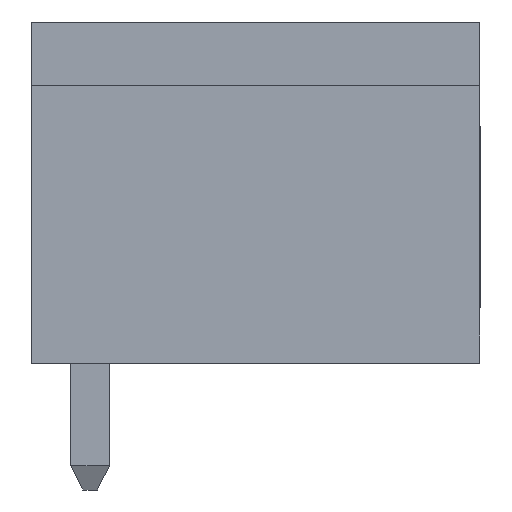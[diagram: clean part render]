
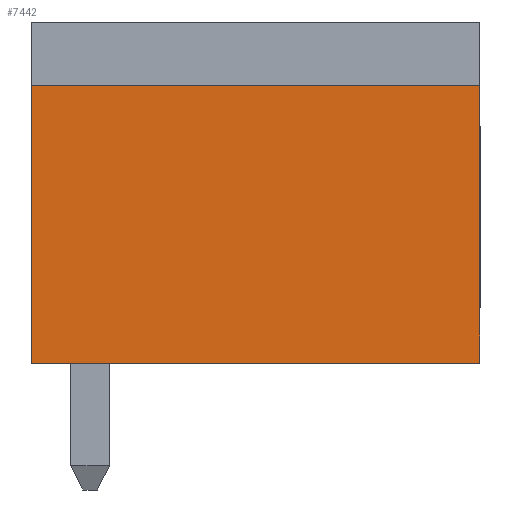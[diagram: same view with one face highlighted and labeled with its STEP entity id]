
A CAD part, left-side view. The second image highlights one B-rep face of the part: STEP entity #7442.
In plain terms, the highlighted planar face has unit normal (-1, 0, 0).
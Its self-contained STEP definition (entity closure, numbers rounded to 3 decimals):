
#1534=ORIENTED_EDGE('',*,*,#2987,.F.);
#1535=ORIENTED_EDGE('',*,*,#3086,.F.);
#1536=ORIENTED_EDGE('',*,*,#2960,.F.);
#1537=ORIENTED_EDGE('',*,*,#2907,.F.);
#2907=EDGE_CURVE('',#3839,#3840,#4663,.T.);
#2960=EDGE_CURVE('',#3840,#3887,#4704,.T.);
#2987=EDGE_CURVE('',#3907,#3839,#4727,.T.);
#3086=EDGE_CURVE('',#3887,#3907,#4823,.T.);
#3839=VERTEX_POINT('',#11112);
#3840=VERTEX_POINT('',#11114);
#3887=VERTEX_POINT('',#11217);
#3907=VERTEX_POINT('',#11268);
#4663=LINE('',#11113,#5593);
#4704=LINE('',#11216,#5634);
#4727=LINE('',#11269,#5657);
#4823=LINE('',#11468,#5753);
#5593=VECTOR('',#9006,1000.);
#5634=VECTOR('',#9077,1000.);
#5657=VECTOR('',#9118,1000.);
#5753=VECTOR('',#9314,1000.);
#6328=EDGE_LOOP('',(#1534,#1535,#1536,#1537));
#6743=FACE_BOUND('',#6328,.T.);
#7106=PLANE('',#7920);
#7442=ADVANCED_FACE('',(#6743),#7106,.F.);
#7920=AXIS2_PLACEMENT_3D('',#11469,#9315,#9316);
#9006=DIRECTION('',(0.,1.,0.));
#9077=DIRECTION('',(0.,0.,1.));
#9118=DIRECTION('',(0.,0.,-1.));
#9314=DIRECTION('',(0.,-1.,0.));
#9315=DIRECTION('',(1.,0.,0.));
#9316=DIRECTION('',(0.,0.,-1.));
#11112=CARTESIAN_POINT('',(-12.15,0.,-3.5));
#11113=CARTESIAN_POINT('',(-12.15,0.,-3.5));
#11114=CARTESIAN_POINT('',(-12.15,9.2,-3.5));
#11216=CARTESIAN_POINT('',(-12.15,9.2,-3.5));
#11217=CARTESIAN_POINT('',(-12.15,9.2,2.2));
#11268=CARTESIAN_POINT('',(-12.15,0.,2.2));
#11269=CARTESIAN_POINT('',(-12.15,0.,2.2));
#11468=CARTESIAN_POINT('',(-12.15,9.2,2.2));
#11469=CARTESIAN_POINT('',(-12.15,0.,0.));
